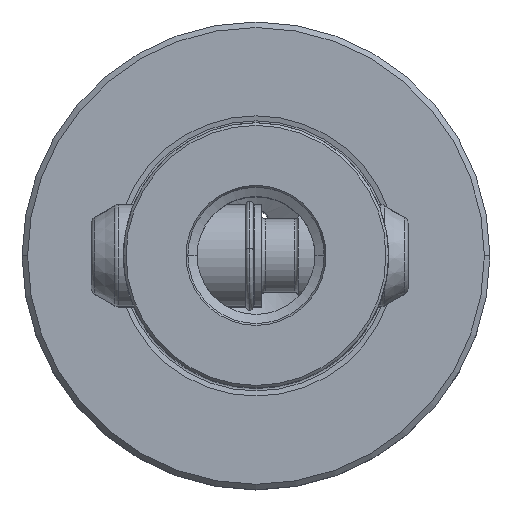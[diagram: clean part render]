
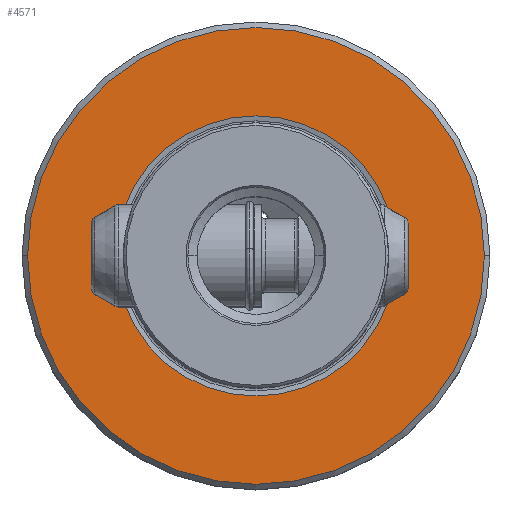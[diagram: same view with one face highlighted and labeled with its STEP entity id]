
A CAD part, top view. The second image highlights one B-rep face of the part: STEP entity #4571.
In plain terms, the highlighted planar face has unit normal (0, 0, 1).
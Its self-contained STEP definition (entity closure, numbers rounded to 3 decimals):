
#3121=EDGE_CURVE('NONE',#3309,#3269,#8262,.T.);
#3269=VERTEX_POINT('NONE',#8424);
#3309=VERTEX_POINT('NONE',#8466);
#4171=EDGE_CURVE('NONE',#4643,#6043,#9411,.F.);
#4541=EDGE_CURVE('NONE',#6043,#4643,#9822,.F.);
#4571=ADVANCED_FACE('NONE',(#9855,#9856),#9857,.T.);
#4643=VERTEX_POINT('NONE',#9936);
#6043=VERTEX_POINT('NONE',#11483);
#6651=EDGE_CURVE('NONE',#3269,#3309,#12159,.T.);
#8262=CIRCLE('',#14399,31.0);
#8424=CARTESIAN_POINT('',(31.0,0.,0.0));
#8466=CARTESIAN_POINT('',(-31.0,0.,0.0));
#9411=CIRCLE('',#16597,19.012);
#9822=CIRCLE('',#17426,19.012);
#9855=FACE_OUTER_BOUND('',#17462,.T.);
#9856=FACE_BOUND('',#17463,.T.);
#9857=PLANE('',#17464);
#9936=CARTESIAN_POINT('',(-19.012,0.,0.0));
#11483=CARTESIAN_POINT('',(19.012,0.,0.0));
#12159=CIRCLE('',#21935,31.0);
#14399=AXIS2_PLACEMENT_3D('',#25366,#25367,#25368);
#16597=AXIS2_PLACEMENT_3D('',#26612,#26613,#26614);
#17426=AXIS2_PLACEMENT_3D('',#27097,#27098,#27099);
#17462=EDGE_LOOP('',(#27138,#27139));
#17463=EDGE_LOOP('',(#27140,#27141));
#17464=AXIS2_PLACEMENT_3D('',#27142,#27143,#27144);
#21935=AXIS2_PLACEMENT_3D('',#29790,#29791,#29792);
#25366=CARTESIAN_POINT('',(0.0,0.0,0.0));
#25367=DIRECTION('',(0.0,0.0,-1.0));
#25368=DIRECTION('',(-1.0,0.,0.0));
#26612=CARTESIAN_POINT('',(0.0,0.0,0.0));
#26613=DIRECTION('',(0.0,0.0,-1.0));
#26614=DIRECTION('',(1.0,0.,0.0));
#27097=CARTESIAN_POINT('',(0.0,0.0,0.0));
#27098=DIRECTION('',(0.0,0.0,-1.0));
#27099=DIRECTION('',(1.0,0.,0.0));
#27138=ORIENTED_EDGE('',*,*,#3121,.F.);
#27139=ORIENTED_EDGE('',*,*,#6651,.F.);
#27140=ORIENTED_EDGE('',*,*,#4541,.F.);
#27141=ORIENTED_EDGE('',*,*,#4171,.F.);
#27142=CARTESIAN_POINT('',(-33.0,0.0,0.0));
#27143=DIRECTION('',(-0.0,0.0,1.0));
#27144=DIRECTION('',(0.0,1.0,0.0));
#29790=CARTESIAN_POINT('',(0.0,0.0,0.0));
#29791=DIRECTION('',(0.0,0.0,-1.0));
#29792=DIRECTION('',(-1.0,0.,0.0));
